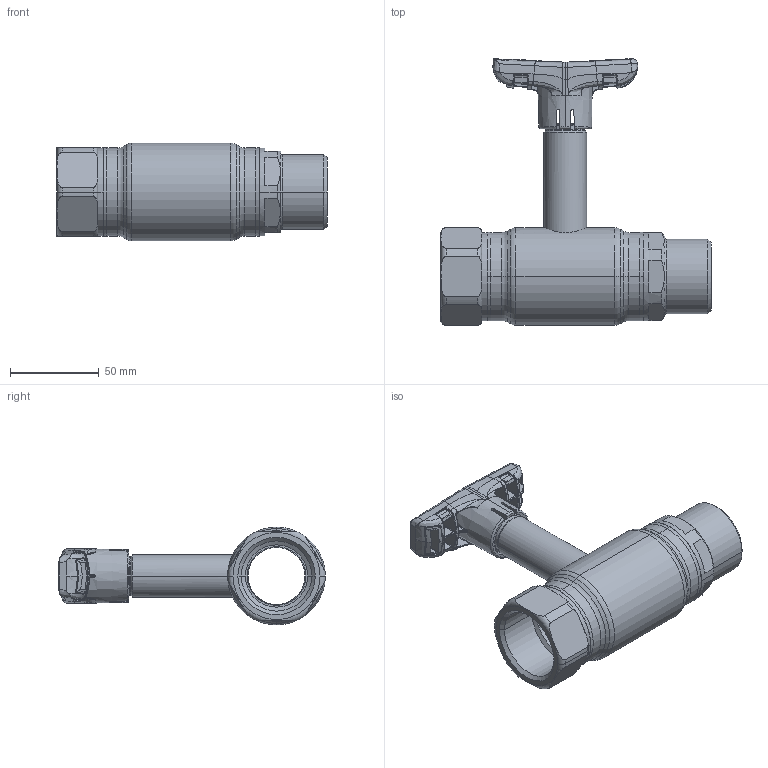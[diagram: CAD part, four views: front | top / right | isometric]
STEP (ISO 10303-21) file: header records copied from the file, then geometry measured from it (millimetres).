
FILE_DESCRIPTION (( 'STEP AP214' ), '1' );
FILE_NAME ('2032002401-0400.step', '2023-12-18T10:00:46', ( '' ), ( '' ), 'SwSTEP 2.0', 'SolidWorks 2021', '' );
FILE_SCHEMA (( 'AUTOMOTIVE_DESIGN' ));
Length unit declared in the file: millimetre
Products named in the file (1): 2032002401-0400
Bounding box: 152 x 150.08 x 55 mm (x, y, z)
Surface area: 52062 mm2 (no closed solid volume)
Topology: 0 solids, 6 shells, 602 faces, 1839 edges, 1169 vertices
Faces by surface type: bspline 436, plane 61, cylinder 37, cone 28, torus 28, sphere 12
Entity records: 53846 total; most frequent: CARTESIAN_POINT 35094, ORIENTED_EDGE 3092, EDGE_CURVE 1827, DIRECTION 1317, B_SPLINE_CURVE_WITH_KNOTS 1243, VERTEX_POINT 1166, EDGE_LOOP 608, UNCERTAINTY_MEASURE_WITH_UNIT 601
